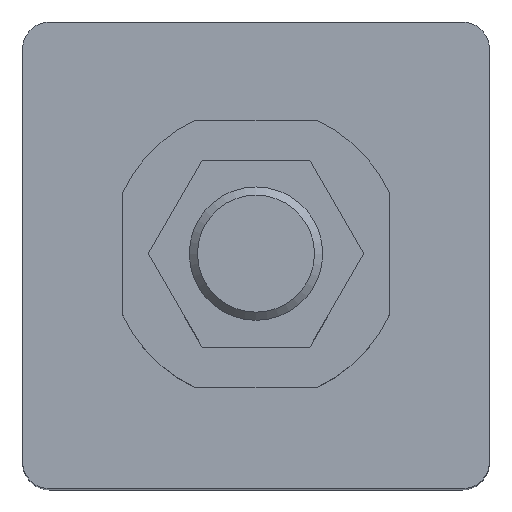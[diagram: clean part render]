
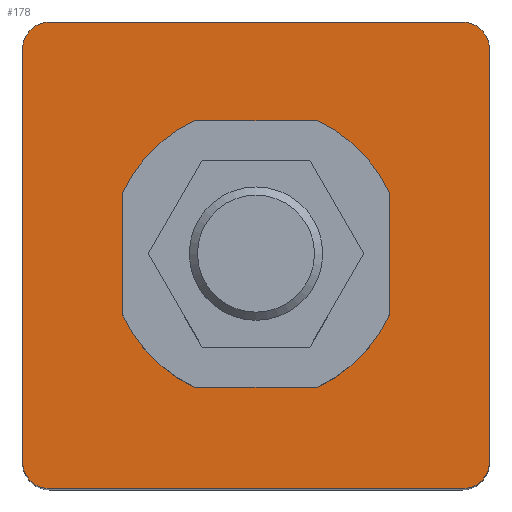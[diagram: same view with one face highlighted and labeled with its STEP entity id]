
A CAD part, top view. The second image highlights one B-rep face of the part: STEP entity #178.
In plain terms, the highlighted face is planar.
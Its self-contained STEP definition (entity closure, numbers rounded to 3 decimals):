
#178 = ADVANCED_FACE( '', ( #274, #275 ), #276, .F. );
#274 = FACE_BOUND( '', #477, .T. );
#275 = FACE_OUTER_BOUND( '', #478, .T. );
#276 = PLANE( '', #479 );
#477 = EDGE_LOOP( '', ( #728 ) );
#478 = EDGE_LOOP( '', ( #729, #730, #731, #732, #733, #734, #735, #736 ) );
#479 = AXIS2_PLACEMENT_3D( '', #737, #738, #739 );
#728 = ORIENTED_EDGE( '', *, *, #1217, .T. );
#729 = ORIENTED_EDGE( '', *, *, #1200, .F. );
#730 = ORIENTED_EDGE( '', *, *, #1215, .F. );
#731 = ORIENTED_EDGE( '', *, *, #1212, .F. );
#732 = ORIENTED_EDGE( '', *, *, #1209, .F. );
#733 = ORIENTED_EDGE( '', *, *, #1193, .F. );
#734 = ORIENTED_EDGE( '', *, *, #1190, .F. );
#735 = ORIENTED_EDGE( '', *, *, #1197, .F. );
#736 = ORIENTED_EDGE( '', *, *, #1203, .F. );
#737 = CARTESIAN_POINT( '', ( -15.5, 15.5, -57. ) );
#738 = DIRECTION( '', ( 0., 0., 1. ) );
#739 = DIRECTION( '', ( 1., 0., 0. ) );
#1190 = EDGE_CURVE( '', #1337, #1339, #1340, .T. );
#1193 = EDGE_CURVE( '', #1339, #1344, #1345, .T. );
#1197 = EDGE_CURVE( '', #1349, #1337, #1351, .T. );
#1200 = EDGE_CURVE( '', #1355, #1357, #1358, .T. );
#1203 = EDGE_CURVE( '', #1357, #1349, #1361, .T. );
#1209 = EDGE_CURVE( '', #1344, #1372, #1373, .T. );
#1212 = EDGE_CURVE( '', #1372, #1377, #1378, .T. );
#1215 = EDGE_CURVE( '', #1377, #1355, #1381, .T. );
#1217 = EDGE_CURVE( '', #1384, #1384, #1385, .T. );
#1337 = VERTEX_POINT( '', #1594 );
#1339 = VERTEX_POINT( '', #1597 );
#1340 = LINE( '', #1598, #1599 );
#1344 = VERTEX_POINT( '', #1604 );
#1345 = CIRCLE( '', #1605, 2. );
#1349 = VERTEX_POINT( '', #1610 );
#1351 = CIRCLE( '', #1613, 2. );
#1355 = VERTEX_POINT( '', #1617 );
#1357 = VERTEX_POINT( '', #1620 );
#1358 = CIRCLE( '', #1621, 2. );
#1361 = LINE( '', #1626, #1627 );
#1372 = VERTEX_POINT( '', #1639 );
#1373 = LINE( '', #1640, #1641 );
#1377 = VERTEX_POINT( '', #1646 );
#1378 = CIRCLE( '', #1647, 2. );
#1381 = LINE( '', #1652, #1653 );
#1384 = VERTEX_POINT( '', #1656 );
#1385 = CIRCLE( '', #1657, 9. );
#1594 = CARTESIAN_POINT( '', ( -15.5, -17.5, -57. ) );
#1597 = CARTESIAN_POINT( '', ( 15.5, -17.5, -57. ) );
#1598 = CARTESIAN_POINT( '', ( -15.5, -17.5, -57. ) );
#1599 = VECTOR( '', #1932, 1000. );
#1604 = CARTESIAN_POINT( '', ( 17.5, -15.5, -57. ) );
#1605 = AXIS2_PLACEMENT_3D( '', #1937, #1938, #1939 );
#1610 = CARTESIAN_POINT( '', ( -17.5, -15.5, -57. ) );
#1613 = AXIS2_PLACEMENT_3D( '', #1945, #1946, #1947 );
#1617 = CARTESIAN_POINT( '', ( -15.5, 17.5, -57. ) );
#1620 = CARTESIAN_POINT( '', ( -17.5, 15.5, -57. ) );
#1621 = AXIS2_PLACEMENT_3D( '', #1952, #1953, #1954 );
#1626 = CARTESIAN_POINT( '', ( -17.5, 15.5, -57. ) );
#1627 = VECTOR( '', #1957, 1000. );
#1639 = CARTESIAN_POINT( '', ( 17.5, 15.5, -57. ) );
#1640 = CARTESIAN_POINT( '', ( 17.5, -15.5, -57. ) );
#1641 = VECTOR( '', #1971, 1000. );
#1646 = CARTESIAN_POINT( '', ( 15.5, 17.5, -57. ) );
#1647 = AXIS2_PLACEMENT_3D( '', #1976, #1977, #1978 );
#1652 = CARTESIAN_POINT( '', ( 15.5, 17.5, -57. ) );
#1653 = VECTOR( '', #1981, 1000. );
#1656 = CARTESIAN_POINT( '', ( 9., 0., -57. ) );
#1657 = AXIS2_PLACEMENT_3D( '', #1985, #1986, #1987 );
#1932 = DIRECTION( '', ( 1., 0., 0. ) );
#1937 = CARTESIAN_POINT( '', ( 15.5, -15.5, -57. ) );
#1938 = DIRECTION( '', ( 0., 0., 1. ) );
#1939 = DIRECTION( '', ( 1., 0., 0. ) );
#1945 = CARTESIAN_POINT( '', ( -15.5, -15.5, -57. ) );
#1946 = DIRECTION( '', ( 0., 0., 1. ) );
#1947 = DIRECTION( '', ( 1., 0., 0. ) );
#1952 = CARTESIAN_POINT( '', ( -15.5, 15.5, -57. ) );
#1953 = DIRECTION( '', ( 0., 0., 1. ) );
#1954 = DIRECTION( '', ( 1., 0., 0. ) );
#1957 = DIRECTION( '', ( 0., -1., 0. ) );
#1971 = DIRECTION( '', ( 0., 1., 0. ) );
#1976 = CARTESIAN_POINT( '', ( 15.5, 15.5, -57. ) );
#1977 = DIRECTION( '', ( 0., 0., 1. ) );
#1978 = DIRECTION( '', ( 1., 0., 0. ) );
#1981 = DIRECTION( '', ( -1., 0., 0. ) );
#1985 = CARTESIAN_POINT( '', ( 0., 0., -57. ) );
#1986 = DIRECTION( '', ( 0., 0., 1. ) );
#1987 = DIRECTION( '', ( 1., 0., 0. ) );
